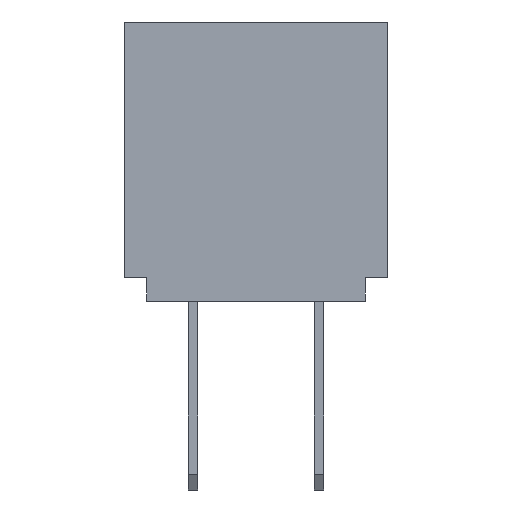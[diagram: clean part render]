
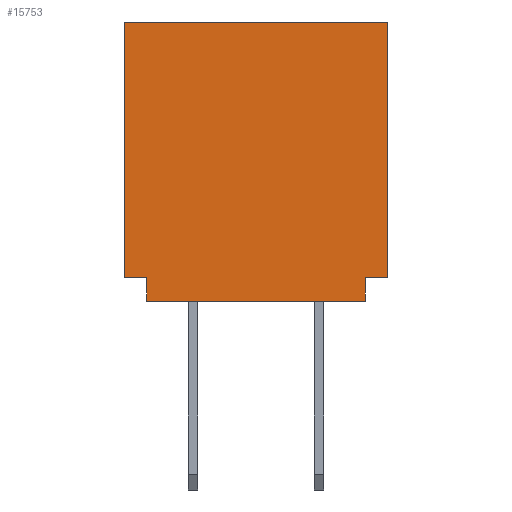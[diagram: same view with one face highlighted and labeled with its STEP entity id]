
A CAD part, left-side view. The second image highlights one B-rep face of the part: STEP entity #15753.
In plain terms, the highlighted planar face has unit normal (-1, 0, 0).
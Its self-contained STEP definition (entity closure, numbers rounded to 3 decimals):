
#723=FACE_OUTER_BOUND('',#1673,.T.);
#1673=EDGE_LOOP('',(#11409,#11410,#11411,#11412,#11413,#11414,#11415,#11416));
#2342=LINE('',#21932,#4385);
#2349=LINE('',#21946,#4392);
#2360=LINE('',#21968,#4403);
#2462=LINE('',#22172,#4505);
#2517=LINE('',#22280,#4560);
#2555=LINE('',#22352,#4598);
#2567=LINE('',#22375,#4610);
#3029=LINE('',#23328,#5072);
#4385=VECTOR('',#17608,4.06);
#4392=VECTOR('',#17617,0.355);
#4403=VECTOR('',#17628,0.355);
#4505=VECTOR('',#17748,0.38);
#4560=VECTOR('',#17823,3.48);
#4598=VECTOR('',#17905,0.38);
#4610=VECTOR('',#17927,4.19);
#5072=VECTOR('',#18789,4.06);
#6428=VERTEX_POINT('',#21929);
#6429=VERTEX_POINT('',#21931);
#6435=VERTEX_POINT('',#21944);
#6445=VERTEX_POINT('',#21965);
#6446=VERTEX_POINT('',#21967);
#6539=VERTEX_POINT('',#22171);
#6582=VERTEX_POINT('',#22279);
#6600=VERTEX_POINT('',#22374);
#7902=EDGE_CURVE('',#6429,#6428,#2342,.T.);
#7909=EDGE_CURVE('',#6428,#6435,#2349,.T.);
#7920=EDGE_CURVE('',#6445,#6446,#2360,.T.);
#8022=EDGE_CURVE('',#6539,#6446,#2462,.T.);
#8077=EDGE_CURVE('',#6582,#6539,#2517,.T.);
#8115=EDGE_CURVE('',#6582,#6435,#2555,.T.);
#8127=EDGE_CURVE('',#6429,#6600,#2567,.T.);
#8589=EDGE_CURVE('',#6600,#6445,#3029,.T.);
#11409=ORIENTED_EDGE('',*,*,#8022,.T.);
#11410=ORIENTED_EDGE('',*,*,#7920,.F.);
#11411=ORIENTED_EDGE('',*,*,#8589,.F.);
#11412=ORIENTED_EDGE('',*,*,#8127,.F.);
#11413=ORIENTED_EDGE('',*,*,#7902,.T.);
#11414=ORIENTED_EDGE('',*,*,#7909,.T.);
#11415=ORIENTED_EDGE('',*,*,#8115,.F.);
#11416=ORIENTED_EDGE('',*,*,#8077,.T.);
#14950=PLANE('',#16712);
#15753=ADVANCED_FACE('',(#723),#14950,.T.);
#16712=AXIS2_PLACEMENT_3D('',#23329,#18790,#18791);
#17608=DIRECTION('',(0.,0.,-1.));
#17617=DIRECTION('',(0.,-1.,0.));
#17628=DIRECTION('',(0.,1.,0.));
#17748=DIRECTION('',(0.,0.,1.));
#17823=DIRECTION('',(0.,-1.,0.));
#17905=DIRECTION('',(0.,0.,1.));
#17927=DIRECTION('',(0.,-1.,0.));
#18789=DIRECTION('',(0.,0.,-1.));
#18790=DIRECTION('center_axis',(-1.,0.,0.));
#18791=DIRECTION('ref_axis',(0.,0.,-1.));
#21929=CARTESIAN_POINT('',(-7.095,2.095,0.38));
#21931=CARTESIAN_POINT('',(-7.095,2.095,4.44));
#21932=CARTESIAN_POINT('',(-7.095,2.095,4.44));
#21944=CARTESIAN_POINT('',(-7.095,1.74,0.38));
#21946=CARTESIAN_POINT('',(-7.095,2.095,0.38));
#21965=CARTESIAN_POINT('',(-7.095,-2.095,0.38));
#21967=CARTESIAN_POINT('',(-7.095,-1.74,0.38));
#21968=CARTESIAN_POINT('',(-7.095,-2.095,0.38));
#22171=CARTESIAN_POINT('',(-7.095,-1.74,0.));
#22172=CARTESIAN_POINT('',(-7.095,-1.74,0.));
#22279=CARTESIAN_POINT('',(-7.095,1.74,0.));
#22280=CARTESIAN_POINT('',(-7.095,1.74,0.));
#22352=CARTESIAN_POINT('',(-7.095,1.74,0.));
#22374=CARTESIAN_POINT('',(-7.095,-2.095,4.44));
#22375=CARTESIAN_POINT('',(-7.095,2.095,4.44));
#23328=CARTESIAN_POINT('',(-7.095,-2.095,4.44));
#23329=CARTESIAN_POINT('Origin',(-7.095,2.095,4.44));
